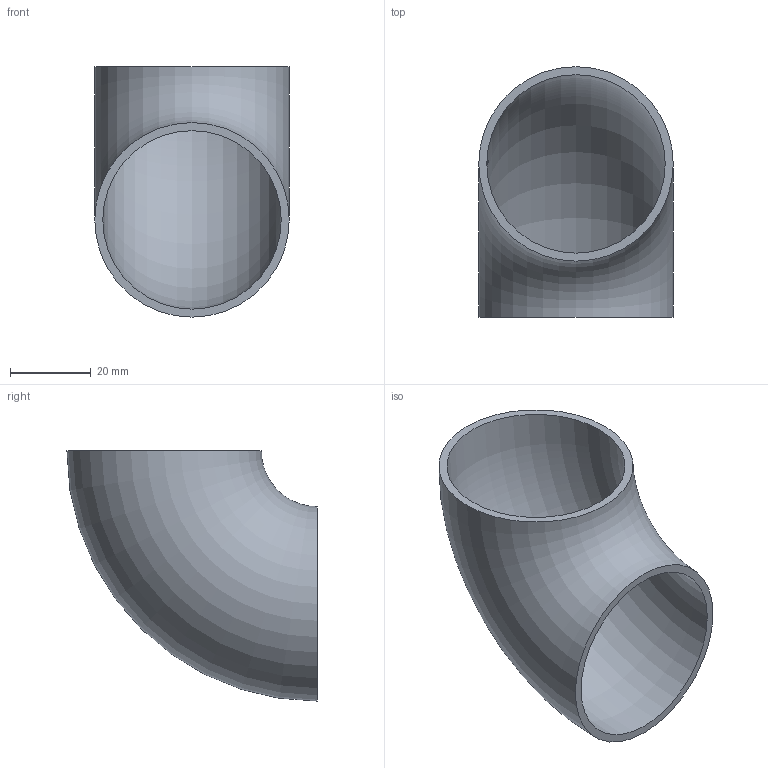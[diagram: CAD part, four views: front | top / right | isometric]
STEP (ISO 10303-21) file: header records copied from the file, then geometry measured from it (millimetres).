
FILE_DESCRIPTION (( 'STEP AP203' ), '1' );
FILE_NAME ('55234-240.step', '2022-04-13T07:59:47', ( '' ), ( '' ), 'SwSTEP 2.0', 'SolidWorks 2018', '' );
FILE_SCHEMA (( 'CONFIG_CONTROL_DESIGN' ));
Length unit declared in the file: millimetre
Products named in the file (1): 55234-240
Bounding box: 48.3 x 62.15 x 62.15 mm (x, y, z)
Volume: 17364 mm3; surface area: 17956.2 mm2
Topology: 1 solids, 1 shells, 237 faces, 636 edges, 424 vertices
Faces by surface type: plane 113, bspline 99, torus 25
Entity records: 11854 total; most frequent: CARTESIAN_POINT 6962, ORIENTED_EDGE 1268, EDGE_CURVE 634, DIRECTION 496, VERTEX_POINT 424, B_SPLINE_CURVE_WITH_KNOTS 420, EDGE_LOOP 264, FACE_OUTER_BOUND 239
